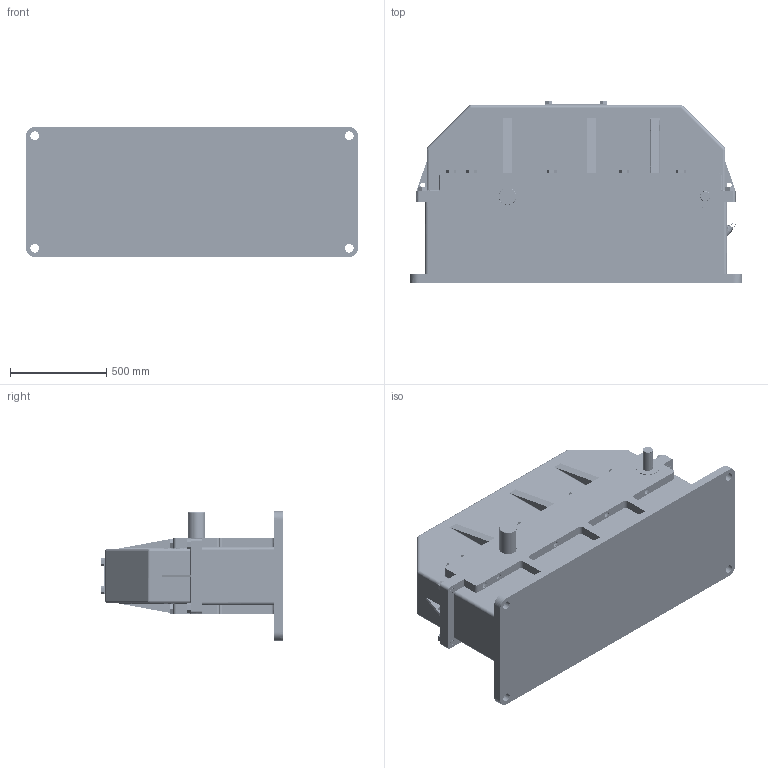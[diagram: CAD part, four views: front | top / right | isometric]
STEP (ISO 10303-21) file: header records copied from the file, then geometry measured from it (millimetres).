
FILE_DESCRIPTION(('FreeCAD Model'),'2;1');
FILE_NAME('Open CASCADE Shape Model','2025-05-04T01:30:37',('FreeCAD'),( 'FreeCAD'),'Open CASCADE STEP processor 7.6','FreeCAD','Unknown');
FILE_SCHEMA(('AUTOMOTIVE_DESIGN { 1 0 10303 214 1 1 1 1 }'));
Products named in the file (1): Open CASCADE STEP translator 7.6 1
Bounding box: 1721.7 x 943.97 x 673.71 mm (x, y, z)
Volume: 221315941.9 mm3; surface area: 15477112.5 mm2
Topology: 47 solids, 47 shells, 5925 faces, 17581 edges, 11645 vertices
Faces by surface type: bspline 5925
Entity records: 448236 total; most frequent: CARTESIAN_POINT 357201, ORIENTED_EDGE 35142, EDGE_CURVE 17571, VERTEX_POINT 11645, B_SPLINE_CURVE_WITH_KNOTS 7436, FACE_BOUND 6290, EDGE_LOOP 6290, ADVANCED_FACE 5925
